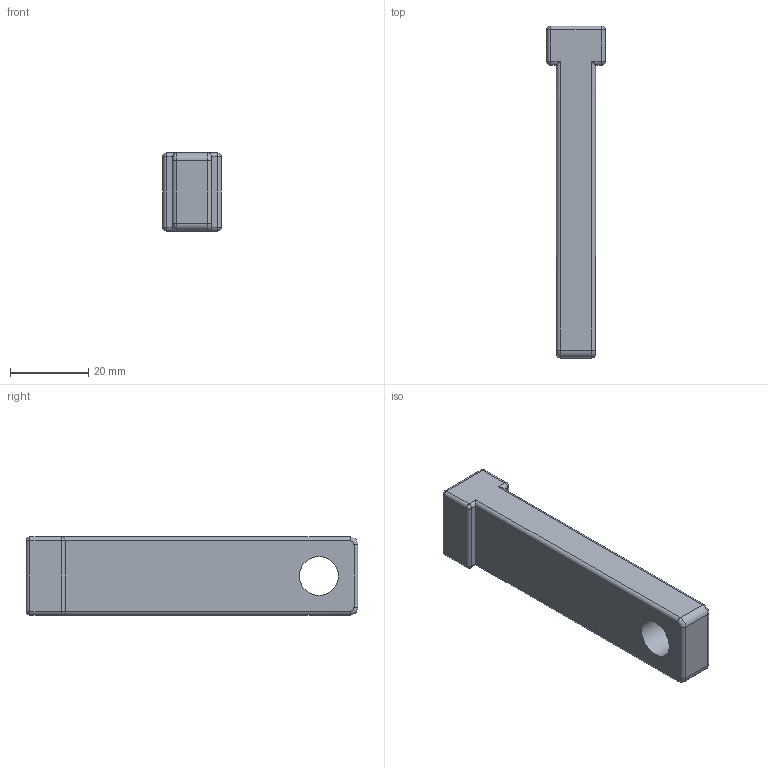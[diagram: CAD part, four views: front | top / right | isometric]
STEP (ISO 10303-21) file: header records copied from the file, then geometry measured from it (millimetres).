
FILE_DESCRIPTION(/* description */ (''),/* implementation_level */ '2;1');
FILE_NAME(/* name */ '4. Suporte da base movel.stp',/* time_stamp */ '2025-04-23T17:10:36-03:00',/* author */ ('erikg'),/* organization */ (''),/* preprocessor_version */ 'ST-DEVELOPER v20',/* originating_system */ 'Autodesk Inventor 2025',/* authorisation */ '');
FILE_SCHEMA (('AUTOMOTIVE_DESIGN { 1 0 10303 214 3 1 1 }'));
Length unit declared in the file: millimetre
Products named in the file (1): Suporte da base movel
Bounding box: 15 x 85 x 20 mm (x, y, z)
Volume: 16583.2 mm3; surface area: 6061.6 mm2
Topology: 1 solids, 1 shells, 47 faces, 96 edges, 52 vertices
Faces by surface type: cylinder 24, plane 11, sphere 8, bspline 4
Full cylindrical faces by diameter (mm): 6 x1, 10 x1
Entity records: 1273 total; most frequent: DIRECTION 232, CARTESIAN_POINT 228, ORIENTED_EDGE 192, EDGE_CURVE 96, AXIS2_PLACEMENT_3D 92, VERTEX_POINT 52, EDGE_LOOP 50, LINE 48
